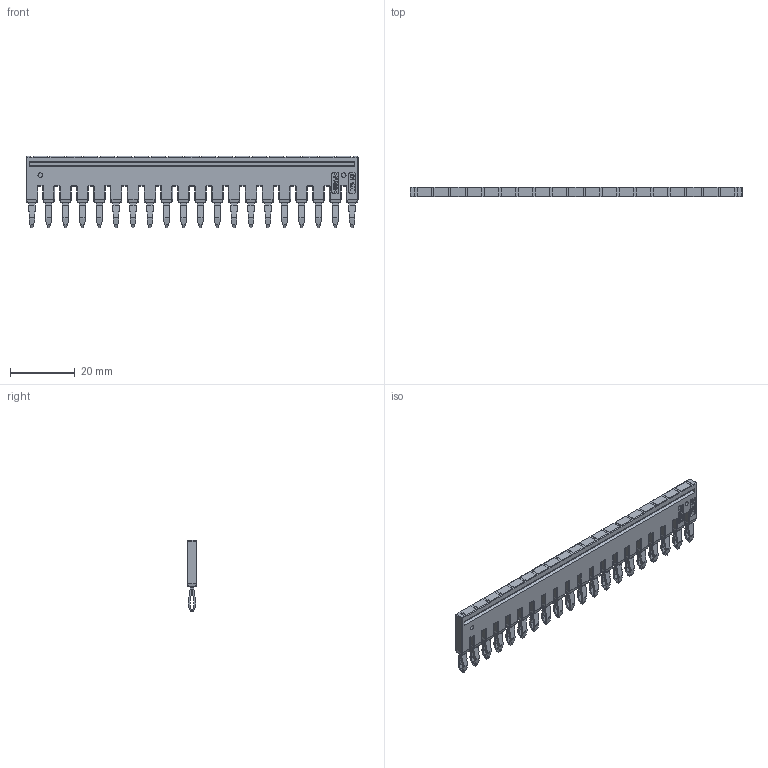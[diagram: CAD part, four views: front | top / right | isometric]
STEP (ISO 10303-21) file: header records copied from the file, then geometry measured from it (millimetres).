
FILE_DESCRIPTION(/* description */ ('Unknown'),/* implementation_level */ '2;1');
FILE_NAME(/* name */ '成202',/* time_stamp */ '2022-06-15T14:30:33+08:00',/* author */ ('Unknown'),/* organization */ ('Unknown'),/* preprocessor_version */ 'ST-DEVELOPER v16.7',/* originating_system */ 'Solid Edge',/* authorisation */ 'Unknown');
FILE_SCHEMA (('AUTOMOTIVE_DESIGN {1 0 10303 214 3 1 1}'));
Length unit declared in the file: millimetre
Products named in the file (1): 傖200
Bounding box: 102.4 x 3 x 21.95 mm (x, y, z)
Volume: 3957.6 mm3; surface area: 5424.5 mm2
Topology: 1 solids, 1 shells, 1634 faces, 4425 edges, 2866 vertices
Faces by surface type: plane 1054, cylinder 462, torus 76, bspline 38, sphere 4
Full cylindrical faces by diameter (mm): 1.4 x2
Entity records: 51886 total; most frequent: CARTESIAN_POINT 10071, ORIENTED_EDGE 8834, DIRECTION 8613, EDGE_CURVE 4417, LINE 3259, VECTOR 3259, VERTEX_POINT 2866, AXIS2_PLACEMENT_3D 2677
